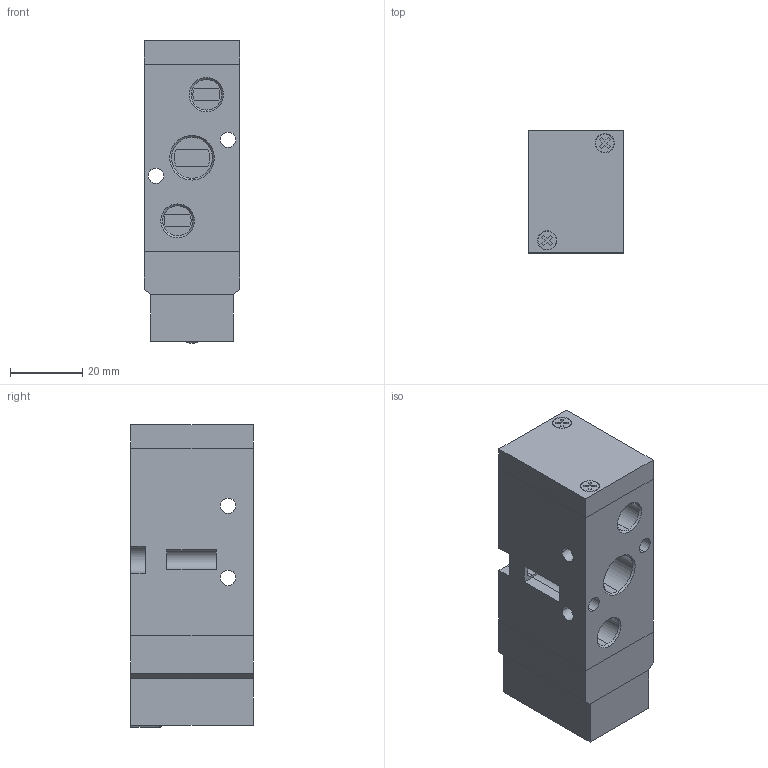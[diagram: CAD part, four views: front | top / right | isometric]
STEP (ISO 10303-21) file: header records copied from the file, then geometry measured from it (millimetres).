
FILE_DESCRIPTION (( 'STEP AP214' ), '1' );
FILE_NAME ('SFP4101.STEP', '2019-09-17T08:08:57', ( 'yrd2' ), ( 'Hewlett-Packard Company' ), 'SwSTEP 2.0', 'SolidWorks 2008', '' );
FILE_SCHEMA (( 'AUTOMOTIVE_DESIGN' ));
Length unit declared in the file: millimetre
Products named in the file (5): SFP4000 Body_ル遽; SFP4000 Semi_ル遽; SFP4000 Pilot_ル遽; SFP4000 Body Cover_ル遽; SFP4101
Assembly tree (4 placements, depth 2):
  SFP4101
    SFP4000 Body_ル遽
    SFP4000 Pilot_ル遽
    SFP4000 Semi_ル遽
    SFP4000 Body Cover_ル遽
Bounding box: 26.5 x 34 x 84 mm (x, y, z)
Volume: 65587.2 mm3; surface area: 21084 mm2
Topology: 4 solids, 4 shells, 190 faces, 458 edges, 300 vertices
Faces by surface type: plane 120, cylinder 57, cone 12, torus 1
Entity records: 5689 total; most frequent: DIRECTION 977, CARTESIAN_POINT 953, ORIENTED_EDGE 912, EDGE_CURVE 456, VECTOR 329, LINE 329, AXIS2_PLACEMENT_3D 324, VERTEX_POINT 300
